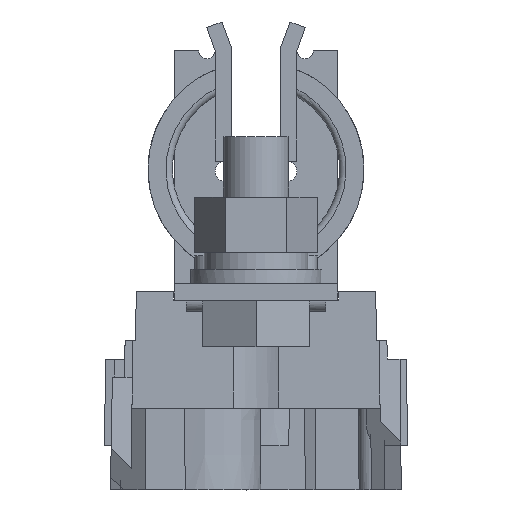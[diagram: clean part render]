
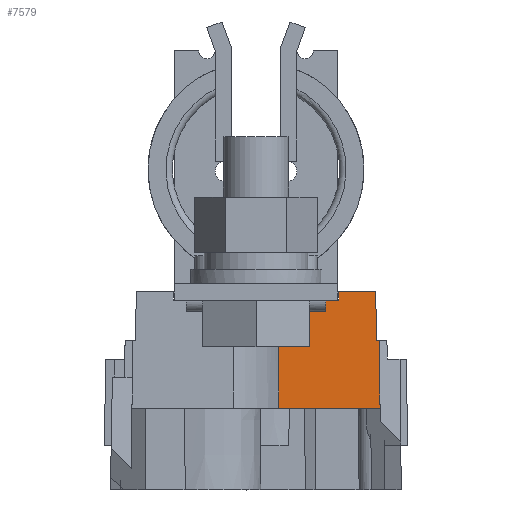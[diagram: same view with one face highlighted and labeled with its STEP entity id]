
A CAD part, front view. The second image highlights one B-rep face of the part: STEP entity #7579.
In plain terms, the highlighted planar face has unit normal (0, -1, 0.018).
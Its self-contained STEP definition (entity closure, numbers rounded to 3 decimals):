
#6669=FACE_OUTER_BOUND('',#9549,.T.);
#7579=ADVANCED_FACE('',(#6669),#8473,.F.);
#8473=PLANE('',#24788);
#9549=EDGE_LOOP('',(#16513,#16514,#16515,#16516,#16517,#16518,#16519,#16520,
#16521,#16522,#16523));
#11030=LINE('',#33429,#12950);
#11032=LINE('',#33433,#12952);
#11036=LINE('',#33441,#12956);
#11039=LINE('',#33450,#12959);
#11061=LINE('',#33494,#12981);
#11068=LINE('',#33510,#12988);
#11565=LINE('',#34726,#13485);
#11566=LINE('',#34728,#13486);
#11567=LINE('',#34730,#13487);
#11568=LINE('',#34731,#13488);
#11569=LINE('',#34732,#13489);
#12950=VECTOR('',#26658,1.);
#12952=VECTOR('',#26662,1.);
#12956=VECTOR('',#26668,1.);
#12959=VECTOR('',#26675,1.);
#12981=VECTOR('',#26717,1.);
#12988=VECTOR('',#26726,1.);
#13485=VECTOR('',#27777,1.);
#13486=VECTOR('',#27780,1.);
#13487=VECTOR('',#27781,1.);
#13488=VECTOR('',#27782,1.);
#13489=VECTOR('',#27783,1.);
#16513=ORIENTED_EDGE('',*,*,#22670,.T.);
#16514=ORIENTED_EDGE('',*,*,#22671,.F.);
#16515=ORIENTED_EDGE('',*,*,#22069,.F.);
#16516=ORIENTED_EDGE('',*,*,#22672,.F.);
#16517=ORIENTED_EDGE('',*,*,#22065,.F.);
#16518=ORIENTED_EDGE('',*,*,#22063,.F.);
#16519=ORIENTED_EDGE('',*,*,#22073,.F.);
#16520=ORIENTED_EDGE('',*,*,#22673,.F.);
#16521=ORIENTED_EDGE('',*,*,#22096,.F.);
#16522=ORIENTED_EDGE('',*,*,#22103,.F.);
#16523=ORIENTED_EDGE('',*,*,#22669,.F.);
#20218=VERTEX_POINT('',#33428);
#20219=VERTEX_POINT('',#33430);
#20220=VERTEX_POINT('',#33434);
#20222=VERTEX_POINT('',#33440);
#20223=VERTEX_POINT('',#33442);
#20225=VERTEX_POINT('',#33448);
#20239=VERTEX_POINT('',#33495);
#20240=VERTEX_POINT('',#33496);
#20246=VERTEX_POINT('',#33509);
#20594=VERTEX_POINT('',#34725);
#20595=VERTEX_POINT('',#34729);
#22063=EDGE_CURVE('',#20218,#20219,#11030,.T.);
#22065=EDGE_CURVE('',#20219,#20220,#11032,.T.);
#22069=EDGE_CURVE('',#20222,#20223,#11036,.T.);
#22073=EDGE_CURVE('',#20225,#20218,#11039,.T.);
#22096=EDGE_CURVE('',#20239,#20240,#11061,.T.);
#22103=EDGE_CURVE('',#20246,#20239,#11068,.T.);
#22669=EDGE_CURVE('',#20594,#20246,#11565,.T.);
#22670=EDGE_CURVE('',#20594,#20595,#11566,.T.);
#22671=EDGE_CURVE('',#20223,#20595,#11567,.T.);
#22672=EDGE_CURVE('',#20220,#20222,#11568,.T.);
#22673=EDGE_CURVE('',#20240,#20225,#11569,.T.);
#24788=AXIS2_PLACEMENT_3D('',#34733,#27784,#27785);
#26658=DIRECTION('',(1.,0.,0.));
#26662=DIRECTION('',(0.008,0.017,1.));
#26668=DIRECTION('',(1.,0.,0.));
#26675=DIRECTION('',(0.,0.017,1.));
#26717=DIRECTION('',(0.009,-0.017,-1.));
#26726=DIRECTION('',(1.,0.,0.));
#27777=DIRECTION('',(0.009,-0.017,-1.));
#27780=DIRECTION('',(-1.,0.,0.));
#27781=DIRECTION('',(0.,0.017,1.));
#27782=DIRECTION('',(1.,0.,0.));
#27783=DIRECTION('',(-1.,0.,0.));
#27784=DIRECTION('',(0.,1.,-0.017));
#27785=DIRECTION('',(0.,0.017,1.));
#33428=CARTESIAN_POINT('',(21.285,17.433,20.5));
#33429=CARTESIAN_POINT('',(18.5,17.433,20.5));
#33430=CARTESIAN_POINT('',(24.359,17.433,20.5));
#33433=CARTESIAN_POINT('',(24.273,17.249,9.953));
#33434=CARTESIAN_POINT('',(24.381,17.48,23.2));
#33440=CARTESIAN_POINT('',(28.5,17.48,23.2));
#33441=CARTESIAN_POINT('',(18.5,17.48,23.2));
#33442=CARTESIAN_POINT('',(28.6,17.48,23.2));
#33448=CARTESIAN_POINT('',(21.285,17.25,10.));
#33450=CARTESIAN_POINT('',(21.285,17.25,10.));
#33494=CARTESIAN_POINT('',(33.659,17.252,10.132));
#33495=CARTESIAN_POINT('',(33.587,17.395,18.3));
#33496=CARTESIAN_POINT('',(33.66,17.25,10.));
#33509=CARTESIAN_POINT('',(33.2,17.395,18.3));
#33510=CARTESIAN_POINT('',(18.5,17.395,18.3));
#34725=CARTESIAN_POINT('',(33.148,17.5,24.3));
#34726=CARTESIAN_POINT('',(33.271,17.252,10.129));
#34728=CARTESIAN_POINT('',(18.5,17.5,24.3));
#34729=CARTESIAN_POINT('',(28.6,17.5,24.3));
#34730=CARTESIAN_POINT('',(28.6,17.538,26.506));
#34731=CARTESIAN_POINT('',(18.5,17.48,23.2));
#34732=CARTESIAN_POINT('',(18.5,17.25,10.));
#34733=CARTESIAN_POINT('',(18.5,17.25,10.));
